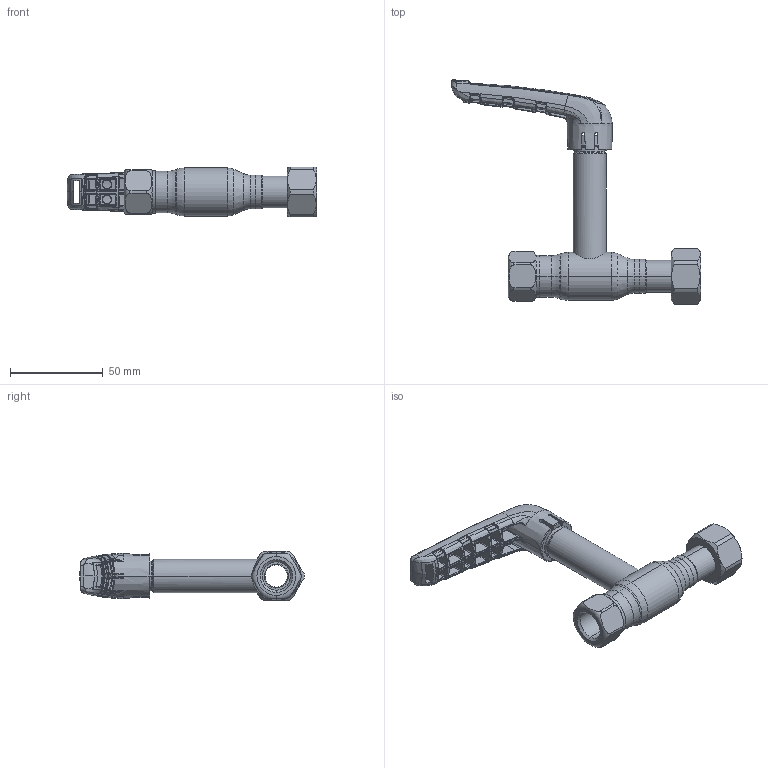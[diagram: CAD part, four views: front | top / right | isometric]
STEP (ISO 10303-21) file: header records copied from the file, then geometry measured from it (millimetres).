
FILE_DESCRIPTION (( 'STEP AP214' ), '1' );
FILE_NAME ('1010002201-xxxx.step', '2019-05-09T10:16:13', ( '' ), ( '' ), 'SwSTEP 2.0', 'SolidWorks 2017', '' );
FILE_SCHEMA (( 'AUTOMOTIVE_DESIGN' ));
Length unit declared in the file: millimetre
Products named in the file (1): 1010002201-xxxx
Bounding box: 134.68 x 121.18 x 27 mm (x, y, z)
Surface area: 24904.8 mm2 (no closed solid volume)
Topology: 0 solids, 10 shells, 785 faces, 2367 edges, 1485 vertices
Faces by surface type: bspline 612, plane 63, cylinder 54, cone 31, torus 25
Entity records: 66280 total; most frequent: CARTESIAN_POINT 42198, ORIENTED_EDGE 3987, EDGE_CURVE 2339, DIRECTION 1623, B_SPLINE_CURVE_WITH_KNOTS 1599, VERTEX_POINT 1485, EDGE_LOOP 809, UNCERTAINTY_MEASURE_WITH_UNIT 787
